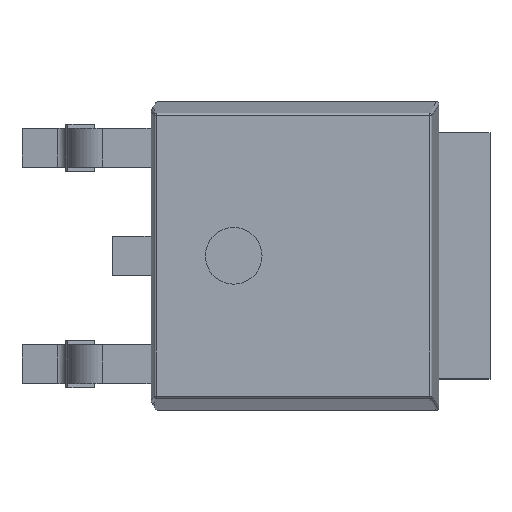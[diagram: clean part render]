
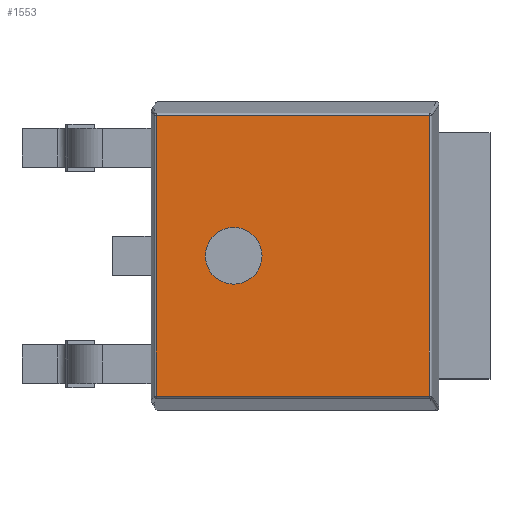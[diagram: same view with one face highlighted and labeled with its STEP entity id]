
A CAD part, top view. The second image highlights one B-rep face of the part: STEP entity #1553.
In plain terms, the highlighted face is planar.
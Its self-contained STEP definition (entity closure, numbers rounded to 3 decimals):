
#29=FACE_BOUND('',#600,.T.);
#35=PLANE('',#1685);
#121=LINE('',#2195,#294);
#130=LINE('',#2228,#303);
#132=LINE('',#2231,#305);
#135=LINE('',#2239,#308);
#294=VECTOR('',#1803,10.);
#303=VECTOR('',#1826,10.);
#305=VECTOR('',#1830,10.);
#308=VECTOR('',#1839,10.);
#507=FACE_OUTER_BOUND('',#599,.T.);
#599=EDGE_LOOP('',(#1177,#1178,#1179,#1180));
#600=EDGE_LOOP('',(#1181));
#679=CIRCLE('',#1686,0.6);
#688=VERTEX_POINT('',#2163);
#696=VERTEX_POINT('',#2184);
#699=VERTEX_POINT('',#2191);
#705=VERTEX_POINT('',#2218);
#741=VERTEX_POINT('',#2342);
#842=EDGE_CURVE('',#688,#699,#121,.T.);
#855=EDGE_CURVE('',#699,#705,#130,.T.);
#857=EDGE_CURVE('',#705,#696,#132,.T.);
#861=EDGE_CURVE('',#696,#688,#135,.T.);
#910=EDGE_CURVE('',#741,#741,#679,.T.);
#1177=ORIENTED_EDGE('',*,*,#842,.F.);
#1178=ORIENTED_EDGE('',*,*,#861,.F.);
#1179=ORIENTED_EDGE('',*,*,#857,.F.);
#1180=ORIENTED_EDGE('',*,*,#855,.F.);
#1181=ORIENTED_EDGE('',*,*,#910,.T.);
#1553=ADVANCED_FACE('',(#507,#29),#35,.T.);
#1685=AXIS2_PLACEMENT_3D('',#2341,#1918,#1919);
#1686=AXIS2_PLACEMENT_3D('',#2343,#1920,#1921);
#1803=DIRECTION('',(-1.,0.,0.));
#1826=DIRECTION('',(0.,0.,-1.));
#1830=DIRECTION('',(1.,0.,0.));
#1839=DIRECTION('',(0.,0.,1.));
#1918=DIRECTION('center_axis',(0.,1.,0.));
#1919=DIRECTION('ref_axis',(0.,0.,1.));
#1920=DIRECTION('center_axis',(0.,-1.,0.));
#1921=DIRECTION('ref_axis',(1.,0.,0.));
#2163=CARTESIAN_POINT('',(2.825,2.377,2.11));
#2184=CARTESIAN_POINT('',(2.825,2.377,-3.671));
#2191=CARTESIAN_POINT('',(-3.113,2.377,2.11));
#2195=CARTESIAN_POINT('',(-2.101,2.377,2.11));
#2218=CARTESIAN_POINT('',(-3.113,2.377,-3.671));
#2228=CARTESIAN_POINT('',(-3.113,2.377,-2.348));
#2231=CARTESIAN_POINT('',(1.487,2.377,-3.671));
#2239=CARTESIAN_POINT('',(2.825,2.377,-2.348));
#2341=CARTESIAN_POINT('Origin',(-0.144,2.377,-0.825));
#2342=CARTESIAN_POINT('',(-0.744,2.377,0.473));
#2343=CARTESIAN_POINT('Origin',(-0.144,2.377,0.473));
